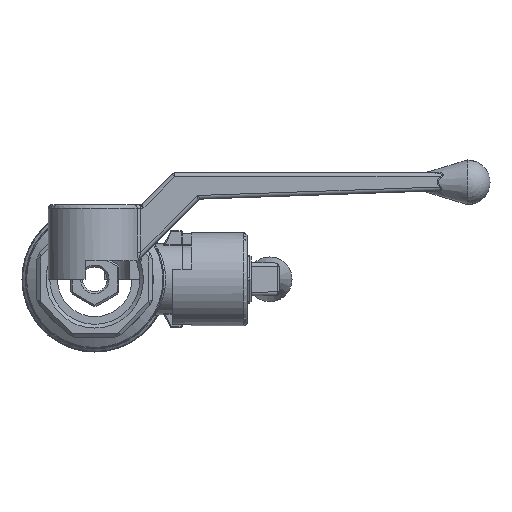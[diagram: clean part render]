
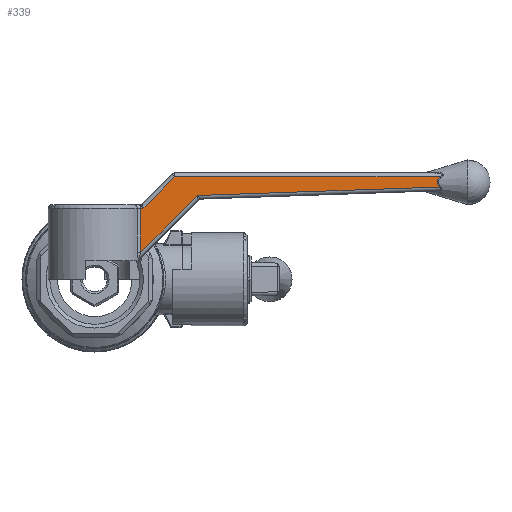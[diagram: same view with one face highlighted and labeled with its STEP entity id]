
A CAD part, front view. The second image highlights one B-rep face of the part: STEP entity #339.
In plain terms, the highlighted planar face has unit normal (0.011, -1, 0).
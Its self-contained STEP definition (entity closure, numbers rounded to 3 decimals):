
#339 = ADVANCED_FACE( '', ( #921 ), #922, .T. );
#921 = FACE_OUTER_BOUND( '', #1793, .T. );
#922 = PLANE( '', #1794 );
#1793 = EDGE_LOOP( '', ( #4118, #4119, #4120, #4121, #4122, #4123, #4124 ) );
#1794 = AXIS2_PLACEMENT_3D( '', #4125, #4126, #4127 );
#4118 = ORIENTED_EDGE( '', *, *, #6181, .T. );
#4119 = ORIENTED_EDGE( '', *, *, #6182, .T. );
#4120 = ORIENTED_EDGE( '', *, *, #6183, .T. );
#4121 = ORIENTED_EDGE( '', *, *, #6184, .T. );
#4122 = ORIENTED_EDGE( '', *, *, #6185, .T. );
#4123 = ORIENTED_EDGE( '', *, *, #6186, .T. );
#4124 = ORIENTED_EDGE( '', *, *, #6187, .T. );
#4125 = CARTESIAN_POINT( '', ( 10., -4.5, -107.376 ) );
#4126 = DIRECTION( '', ( 0.011, -1., 0. ) );
#4127 = DIRECTION( '', ( 1., 0.011, 0. ) );
#6181 = EDGE_CURVE( '', #7104, #7105, #7106, .F. );
#6182 = EDGE_CURVE( '', #7105, #7107, #7108, .T. );
#6183 = EDGE_CURVE( '', #7107, #7109, #7110, .F. );
#6184 = EDGE_CURVE( '', #7109, #7111, #7112, .F. );
#6185 = EDGE_CURVE( '', #7111, #7113, #7114, .F. );
#6186 = EDGE_CURVE( '', #7113, #7115, #7116, .F. );
#6187 = EDGE_CURVE( '', #7115, #7104, #7117, .F. );
#7104 = VERTEX_POINT( '', #9049 );
#7105 = VERTEX_POINT( '', #9050 );
#7106 = LINE( '', #9051, #9052 );
#7107 = VERTEX_POINT( '', #9053 );
#7108 = B_SPLINE_CURVE_WITH_KNOTS( '', 3, ( #9054, #9055, #9056, #9057, #9058, #9059, #9060, #9061, #9062, #9063, #9064, #9065, #9066, #9067, #9068, #9069, #9070, #9071, #9072, #9073, #9074, #9075, #9076, #9077, #9078, #9079, #9080, #9081, #9082, #9083, #9084, #9085, #9086, #9087, #9088, #9089, #9090, #9091, #9092, #9093, #9094, #9095, #9096, #9097, #9098, #9099, #9100, #9101 ), .UNSPECIFIED., .F., .F., ( 4, 2, 2, 2, 2, 2, 2, 2, 2, 2, 2, 1, 1, 1, 1, 1, 2, 2, 2, 2, 2, 1, 2, 2, 2, 2, 4 ), ( 0., 0., 0., 0.001, 0.001, 0.001, 0.001, 0.001, 0.001, 0.001, 0.001, 0.001, 0.001, 0.002, 0.002, 0.002, 0.002, 0.002, 0.002, 0.002, 0.002, 0.002, 0.003, 0.003, 0.003, 0.003, 0.003 ), .UNSPECIFIED. );
#7109 = VERTEX_POINT( '', #9102 );
#7110 = LINE( '', #9103, #9104 );
#7111 = VERTEX_POINT( '', #9105 );
#7112 = LINE( '', #9106, #9107 );
#7113 = VERTEX_POINT( '', #9108 );
#7114 = LINE( '', #9109, #9110 );
#7115 = VERTEX_POINT( '', #9111 );
#7116 = LINE( '', #9112, #9113 );
#7117 = LINE( '', #9114, #9115 );
#9049 = CARTESIAN_POINT( '', ( 27.568, -4.305, 22.471 ) );
#9050 = CARTESIAN_POINT( '', ( 92.364, -3.585, 24.734 ) );
#9051 = CARTESIAN_POINT( '', ( 93.952, -3.567, 24.789 ) );
#9052 = VECTOR( '', #12099, 1000. );
#9053 = CARTESIAN_POINT( '', ( 92.581, -3.582, 27.5 ) );
#9054 = CARTESIAN_POINT( '', ( 92.364, -3.585, 24.734 ) );
#9055 = CARTESIAN_POINT( '', ( 92.321, -3.585, 24.783 ) );
#9056 = CARTESIAN_POINT( '', ( 92.28, -3.586, 24.834 ) );
#9057 = CARTESIAN_POINT( '', ( 92.2, -3.587, 24.939 ) );
#9058 = CARTESIAN_POINT( '', ( 92.163, -3.587, 24.992 ) );
#9059 = CARTESIAN_POINT( '', ( 92.091, -3.588, 25.102 ) );
#9060 = CARTESIAN_POINT( '', ( 92.057, -3.588, 25.158 ) );
#9061 = CARTESIAN_POINT( '', ( 92.018, -3.589, 25.23 ) );
#9062 = CARTESIAN_POINT( '', ( 92.01, -3.589, 25.245 ) );
#9063 = CARTESIAN_POINT( '', ( 91.995, -3.589, 25.274 ) );
#9064 = CARTESIAN_POINT( '', ( 91.988, -3.589, 25.289 ) );
#9065 = CARTESIAN_POINT( '', ( 91.967, -3.589, 25.333 ) );
#9066 = CARTESIAN_POINT( '', ( 91.953, -3.589, 25.363 ) );
#9067 = CARTESIAN_POINT( '', ( 91.915, -3.59, 25.453 ) );
#9068 = CARTESIAN_POINT( '', ( 91.893, -3.59, 25.514 ) );
#9069 = CARTESIAN_POINT( '', ( 91.856, -3.59, 25.638 ) );
#9070 = CARTESIAN_POINT( '', ( 91.842, -3.591, 25.702 ) );
#9071 = CARTESIAN_POINT( '', ( 91.826, -3.591, 25.798 ) );
#9072 = CARTESIAN_POINT( '', ( 91.821, -3.591, 25.831 ) );
#9073 = CARTESIAN_POINT( '', ( 91.818, -3.591, 25.872 ) );
#9074 = CARTESIAN_POINT( '', ( 91.817, -3.591, 25.88 ) );
#9075 = CARTESIAN_POINT( '', ( 91.816, -3.591, 25.897 ) );
#9076 = CARTESIAN_POINT( '', ( 91.814, -3.591, 25.922 ) );
#9077 = CARTESIAN_POINT( '', ( 91.81, -3.591, 26.012 ) );
#9078 = CARTESIAN_POINT( '', ( 91.816, -3.591, 26.158 ) );
#9079 = CARTESIAN_POINT( '', ( 91.842, -3.591, 26.303 ) );
#9080 = CARTESIAN_POINT( '', ( 91.865, -3.59, 26.39 ) );
#9081 = CARTESIAN_POINT( '', ( 91.872, -3.59, 26.414 ) );
#9082 = CARTESIAN_POINT( '', ( 91.876, -3.59, 26.43 ) );
#9083 = CARTESIAN_POINT( '', ( 91.879, -3.59, 26.438 ) );
#9084 = CARTESIAN_POINT( '', ( 91.891, -3.59, 26.477 ) );
#9085 = CARTESIAN_POINT( '', ( 91.902, -3.59, 26.508 ) );
#9086 = CARTESIAN_POINT( '', ( 91.936, -3.59, 26.6 ) );
#9087 = CARTESIAN_POINT( '', ( 91.962, -3.589, 26.66 ) );
#9088 = CARTESIAN_POINT( '', ( 92.02, -3.589, 26.777 ) );
#9089 = CARTESIAN_POINT( '', ( 92.052, -3.588, 26.834 ) );
#9090 = CARTESIAN_POINT( '', ( 92.103, -3.588, 26.917 ) );
#9091 = CARTESIAN_POINT( '', ( 92.13, -3.587, 26.959 ) );
#9092 = CARTESIAN_POINT( '', ( 92.158, -3.587, 26.999 ) );
#9093 = CARTESIAN_POINT( '', ( 92.176, -3.587, 27.026 ) );
#9094 = CARTESIAN_POINT( '', ( 92.186, -3.587, 27.04 ) );
#9095 = CARTESIAN_POINT( '', ( 92.234, -3.586, 27.107 ) );
#9096 = CARTESIAN_POINT( '', ( 92.274, -3.586, 27.158 ) );
#9097 = CARTESIAN_POINT( '', ( 92.357, -3.585, 27.26 ) );
#9098 = CARTESIAN_POINT( '', ( 92.4, -3.584, 27.309 ) );
#9099 = CARTESIAN_POINT( '', ( 92.489, -3.583, 27.406 ) );
#9100 = CARTESIAN_POINT( '', ( 92.534, -3.583, 27.454 ) );
#9101 = CARTESIAN_POINT( '', ( 92.581, -3.582, 27.5 ) );
#9102 = CARTESIAN_POINT( '', ( 21.425, -4.373, 27.5 ) );
#9103 = CARTESIAN_POINT( '', ( 21., -4.378, 27.5 ) );
#9104 = VECTOR( '', #12100, 1000. );
#9105 = CARTESIAN_POINT( '', ( 12.925, -4.467, 19. ) );
#9106 = CARTESIAN_POINT( '', ( 13.213, -4.464, 19.287 ) );
#9107 = VECTOR( '', #12101, 1000. );
#9108 = CARTESIAN_POINT( '', ( 12.329, -4.474, 19. ) );
#9109 = CARTESIAN_POINT( '', ( 10.586, -4.493, 19. ) );
#9110 = VECTOR( '', #12102, 1000. );
#9111 = CARTESIAN_POINT( '', ( 12.329, -4.474, 7.232 ) );
#9112 = CARTESIAN_POINT( '', ( 12.329, -4.474, 6.572 ) );
#9113 = VECTOR( '', #12103, 1000. );
#9114 = CARTESIAN_POINT( '', ( 27.284, -4.308, 22.187 ) );
#9115 = VECTOR( '', #12104, 1000. );
#12099 = DIRECTION( '', ( -0.999, -0.011, -0.035 ) );
#12100 = DIRECTION( '', ( 1., 0.011, 0. ) );
#12101 = DIRECTION( '', ( 0.707, 0.008, 0.707 ) );
#12102 = DIRECTION( '', ( 1., 0.011, 0. ) );
#12103 = DIRECTION( '', ( 0., 0., 1. ) );
#12104 = DIRECTION( '', ( -0.707, -0.008, -0.707 ) );
